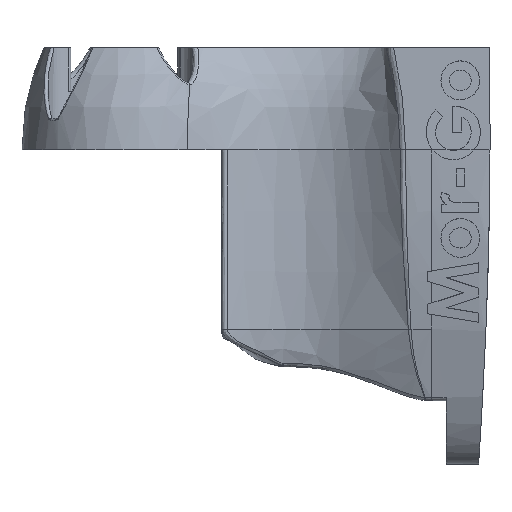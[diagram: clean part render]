
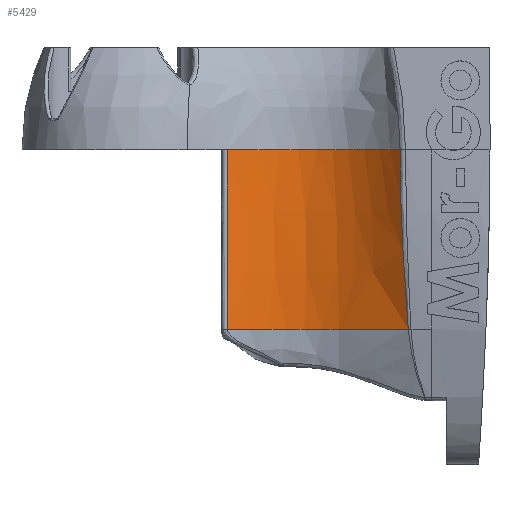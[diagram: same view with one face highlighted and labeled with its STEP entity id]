
A CAD part, left-side view. The second image highlights one B-rep face of the part: STEP entity #5429.
In plain terms, the highlighted free-form (B-spline) face has degree [3, 3] with [12, 4] control points.
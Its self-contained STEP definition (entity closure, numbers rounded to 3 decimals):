
#385 = EDGE_CURVE ( 'NONE', #7935, #7861, #3644, .T. ) ;
#659 = CARTESIAN_POINT ( 'NONE',  ( -12.14, -37.734, -4.112 ) ) ;
#683 = CARTESIAN_POINT ( 'NONE',  ( -0.77, -26.953, 0. ) ) ;
#821 = CARTESIAN_POINT ( 'NONE',  ( -5.09, -20.351, 0. ) ) ;
#883 = CARTESIAN_POINT ( 'NONE',  ( -6.485, -16.291, -16.811 ) ) ;
#934 = ORIENTED_EDGE ( 'NONE', *, *, #14665, .T. ) ;
#1018 = CARTESIAN_POINT ( 'NONE',  ( -8.388, -12.435, 0. ) ) ;
#1370 = B_SPLINE_CURVE_WITH_KNOTS ( 'NONE', 3,
 ( #3880, #7128, #16518, #2149, #16310, #18191 ),
 .UNSPECIFIED., .F., .F.,
 ( 4, 2, 4 ),
 ( 0., 0.012, 0.025 ),
 .UNSPECIFIED. ) ;
#2020 = CARTESIAN_POINT ( 'NONE',  ( -6.188, -29.371, -24.5 ) ) ;
#2090 = CARTESIAN_POINT ( 'NONE',  ( -3.28, -22.129, -24.5 ) ) ;
#2149 = CARTESIAN_POINT ( 'NONE',  ( -7.578, -14.029, -16.334 ) ) ;
#2349 = CARTESIAN_POINT ( 'NONE',  ( -5.101, -24.926, -16.927 ) ) ;
#2411 = VERTEX_POINT ( 'NONE', #18791 ) ;
#2481 = CARTESIAN_POINT ( 'NONE',  ( -6.272, -16.352, -24.5 ) ) ;
#2859 = CARTESIAN_POINT ( 'NONE',  ( -6.188, -29.371, -24.5 ) ) ;
#2936 = CARTESIAN_POINT ( 'NONE',  ( -11.792, -37.346, 0. ) ) ;
#3134 = CARTESIAN_POINT ( 'NONE',  ( -12.5, -37.997, 0. ) ) ;
#3475 = CARTESIAN_POINT ( 'NONE',  ( -7.491, -14.036, -24.5 ) ) ;
#3503 = B_SPLINE_SURFACE_WITH_KNOTS ( 'NONE', 3, 3, ( 
 ( #1018, #18387, #7056, #5675 ),
 ( #10357, #13596, #15114, #8637 ),
 ( #19691, #11810, #883, #2481 ),
 ( #821, #8705, #7250, #8833 ),
 ( #5741, #10420, #2349, #16786 ),
 ( #7313, #13403, #9353, #18898 ),
 ( #11089, #20348, #20483, #4670 ),
 ( #15638, #7831, #9224, #4530 ),
 ( #6188, #17174, #10882, #17241 ),
 ( #17112, #18770, #6054, #11019 ),
 ( #2936, #9488, #15773, #20281 ),
 ( #3134, #13975, #4458, #6118 ) ),
 .UNSPECIFIED., .F., .F., .F.,
 ( 4, 1, 1, 1, 2, 1, 1, 1, 4 ),
 ( 4, 4 ),
 ( 0.503, 0.571, 0.64, 0.708, 0.777, 0.819, 0.861, 0.903, 0.945 ),
 ( 0., 1. ),
 .UNSPECIFIED. ) ;
#3644 = B_SPLINE_CURVE_WITH_KNOTS ( 'NONE', 2,
 ( #2020, #2090, #3475 ),
 .UNSPECIFIED., .F., .F.,
 ( 3, 3 ),
 ( 0.5, 0.501 ),
 .UNSPECIFIED. ) ;
#3880 = CARTESIAN_POINT ( 'NONE',  ( -7.491, -14.036, 0. ) ) ;
#4458 = CARTESIAN_POINT ( 'NONE',  ( -11.579, -38.498, -17.148 ) ) ;
#4530 = CARTESIAN_POINT ( 'NONE',  ( -7.181, -31.843, -24.5 ) ) ;
#4670 = CARTESIAN_POINT ( 'NONE',  ( -6.521, -30.201, -24.5 ) ) ;
#5429 = ADVANCED_FACE ( 'NONE', ( #6335 ), #3503, .F. ) ;
#5675 = CARTESIAN_POINT ( 'NONE',  ( -8.388, -12.435, -24.5 ) ) ;
#5714 = CARTESIAN_POINT ( 'NONE',  ( -10.702, -38.507, -20.463 ) ) ;
#5741 = CARTESIAN_POINT ( 'NONE',  ( -4.856, -24.685, 0. ) ) ;
#6054 = CARTESIAN_POINT ( 'NONE',  ( -10.06, -36.32, -17.095 ) ) ;
#6118 = CARTESIAN_POINT ( 'NONE',  ( -10.055, -39., -24.5 ) ) ;
#6188 = CARTESIAN_POINT ( 'NONE',  ( -8.622, -33.8, 0. ) ) ;
#6335 = FACE_OUTER_BOUND ( 'NONE', #15778, .T. ) ;
#6986 = CARTESIAN_POINT ( 'NONE',  ( -7.491, -14.036, 0. ) ) ;
#7056 = CARTESIAN_POINT ( 'NONE',  ( -8.549, -12.435, -16.754 ) ) ;
#7128 = CARTESIAN_POINT ( 'NONE',  ( -7.491, -14.036, -4.083 ) ) ;
#7152 = CARTESIAN_POINT ( 'NONE',  ( -6.188, -29.371, -24.5 ) ) ;
#7185 = ORIENTED_EDGE ( 'NONE', *, *, #18663, .F. ) ;
#7250 = CARTESIAN_POINT ( 'NONE',  ( -5.258, -20.512, -16.869 ) ) ;
#7313 = CARTESIAN_POINT ( 'NONE',  ( -5.506, -27.546, 0. ) ) ;
#7831 = CARTESIAN_POINT ( 'NONE',  ( -7.101, -31.443, -8.418 ) ) ;
#7861 = VERTEX_POINT ( 'NONE', #18012 ) ;
#7935 = VERTEX_POINT ( 'NONE', #7152 ) ;
#8332 = ORIENTED_EDGE ( 'NONE', *, *, #19190, .T. ) ;
#8468 = CARTESIAN_POINT ( 'NONE',  ( -10.376, -38.66, -22.489 ) ) ;
#8637 = CARTESIAN_POINT ( 'NONE',  ( -7.628, -13.7, -24.5 ) ) ;
#8705 = CARTESIAN_POINT ( 'NONE',  ( -5.09, -20.351, -8.363 ) ) ;
#8833 = CARTESIAN_POINT ( 'NONE',  ( -5.017, -20.674, -24.5 ) ) ;
#9224 = CARTESIAN_POINT ( 'NONE',  ( -7.402, -31.643, -17.019 ) ) ;
#9353 = CARTESIAN_POINT ( 'NONE',  ( -5.817, -27.786, -16.965 ) ) ;
#9488 = CARTESIAN_POINT ( 'NONE',  ( -11.792, -37.346, -8.487 ) ) ;
#10259 = CARTESIAN_POINT ( 'NONE',  ( -12.186, -37.704, 0. ) ) ;
#10357 = CARTESIAN_POINT ( 'NONE',  ( -7.646, -13.672, 0. ) ) ;
#10420 = CARTESIAN_POINT ( 'NONE',  ( -4.856, -24.685, -8.385 ) ) ;
#10742 = DIRECTION ( 'NONE',  ( 0.373, 0.928, 0. ) ) ;
#10882 = CARTESIAN_POINT ( 'NONE',  ( -8.662, -34.031, -17.055 ) ) ;
#11019 = CARTESIAN_POINT ( 'NONE',  ( -9.11, -36.647, -24.5 ) ) ;
#11089 = CARTESIAN_POINT ( 'NONE',  ( -6.331, -29.775, 0. ) ) ;
#11810 = CARTESIAN_POINT ( 'NONE',  ( -6.334, -16.23, -8.341 ) ) ;
#12705 = VECTOR ( 'NONE', #10742, 1000. ) ;
#13171 = CARTESIAN_POINT ( 'NONE',  ( -9.985, -38.825, -24.5 ) ) ;
#13403 = CARTESIAN_POINT ( 'NONE',  ( -5.506, -27.546, -8.399 ) ) ;
#13499 = CARTESIAN_POINT ( 'NONE',  ( -11.828, -37.92, -10.267 ) ) ;
#13596 = CARTESIAN_POINT ( 'NONE',  ( -7.646, -13.672, -8.327 ) ) ;
#13975 = CARTESIAN_POINT ( 'NONE',  ( -12.5, -37.997, -8.503 ) ) ;
#14500 = B_SPLINE_CURVE_WITH_KNOTS ( 'NONE', 3,
 ( #13171, #8468, #5714, #19801, #16481, #13499, #19868, #659, #15155, #10259 ),
 .UNSPECIFIED., .F., .F.,
 ( 4, 2, 2, 2, 4 ),
 ( 0., 0.006, 0.012, 0.019, 0.025 ),
 .UNSPECIFIED. ) ;
#14643 = B_SPLINE_CURVE_WITH_KNOTS ( 'NONE', 2,
 ( #6986, #683, #16505 ),
 .UNSPECIFIED., .F., .F.,
 ( 3, 3 ),
 ( 0.499, 0.501 ),
 .UNSPECIFIED. ) ;
#14665 = EDGE_CURVE ( 'NONE', #2411, #7861, #1370, .T. ) ;
#15114 = CARTESIAN_POINT ( 'NONE',  ( -7.805, -13.686, -16.773 ) ) ;
#15155 = CARTESIAN_POINT ( 'NONE',  ( -12.186, -37.704, -2.056 ) ) ;
#15638 = CARTESIAN_POINT ( 'NONE',  ( -7.101, -31.443, 0. ) ) ;
#15773 = CARTESIAN_POINT ( 'NONE',  ( -11.063, -37.782, -17.13 ) ) ;
#15778 = EDGE_LOOP ( 'NONE', ( #20321, #8332, #7185, #934, #15831 ) ) ;
#15831 = ORIENTED_EDGE ( 'NONE', *, *, #385, .F. ) ;
#15974 = EDGE_CURVE ( 'NONE', #20230, #7935, #20109, .T. ) ;
#16310 = CARTESIAN_POINT ( 'NONE',  ( -7.584, -14.028, -20.418 ) ) ;
#16481 = CARTESIAN_POINT ( 'NONE',  ( -11.473, -38.117, -14.358 ) ) ;
#16505 = CARTESIAN_POINT ( 'NONE',  ( -12.186, -37.704, 0. ) ) ;
#16518 = CARTESIAN_POINT ( 'NONE',  ( -7.533, -14.033, -8.167 ) ) ;
#16786 = CARTESIAN_POINT ( 'NONE',  ( -4.894, -25.167, -24.5 ) ) ;
#17112 = CARTESIAN_POINT ( 'NONE',  ( -10.434, -35.993, 0. ) ) ;
#17174 = CARTESIAN_POINT ( 'NONE',  ( -8.622, -33.8, -8.432 ) ) ;
#17241 = CARTESIAN_POINT ( 'NONE',  ( -8.152, -34.262, -24.5 ) ) ;
#18012 = CARTESIAN_POINT ( 'NONE',  ( -7.491, -14.036, -24.5 ) ) ;
#18191 = CARTESIAN_POINT ( 'NONE',  ( -7.491, -14.036, -24.5 ) ) ;
#18285 = VERTEX_POINT ( 'NONE', #19581 ) ;
#18387 = CARTESIAN_POINT ( 'NONE',  ( -8.388, -12.435, -8.32 ) ) ;
#18663 = EDGE_CURVE ( 'NONE', #2411, #18285, #14643, .T. ) ;
#18770 = CARTESIAN_POINT ( 'NONE',  ( -10.434, -35.993, -8.454 ) ) ;
#18791 = CARTESIAN_POINT ( 'NONE',  ( -7.491, -14.036, 0. ) ) ;
#18898 = CARTESIAN_POINT ( 'NONE',  ( -5.648, -28.026, -24.5 ) ) ;
#19190 = EDGE_CURVE ( 'NONE', #20230, #18285, #14500, .T. ) ;
#19581 = CARTESIAN_POINT ( 'NONE',  ( -12.186, -37.704, 0. ) ) ;
#19691 = CARTESIAN_POINT ( 'NONE',  ( -6.334, -16.23, 0. ) ) ;
#19801 = CARTESIAN_POINT ( 'NONE',  ( -11.25, -38.235, -16.398 ) ) ;
#19868 = CARTESIAN_POINT ( 'NONE',  ( -11.961, -37.842, -8.217 ) ) ;
#19933 = CARTESIAN_POINT ( 'NONE',  ( -9.985, -38.825, -24.5 ) ) ;
#20109 = LINE ( 'NONE', #2859, #12705 ) ;
#20230 = VERTEX_POINT ( 'NONE', #19933 ) ;
#20281 = CARTESIAN_POINT ( 'NONE',  ( -9.741, -38.218, -24.5 ) ) ;
#20321 = ORIENTED_EDGE ( 'NONE', *, *, #15974, .F. ) ;
#20348 = CARTESIAN_POINT ( 'NONE',  ( -6.331, -29.775, -8.41 ) ) ;
#20483 = CARTESIAN_POINT ( 'NONE',  ( -6.678, -29.988, -16.996 ) ) ;
